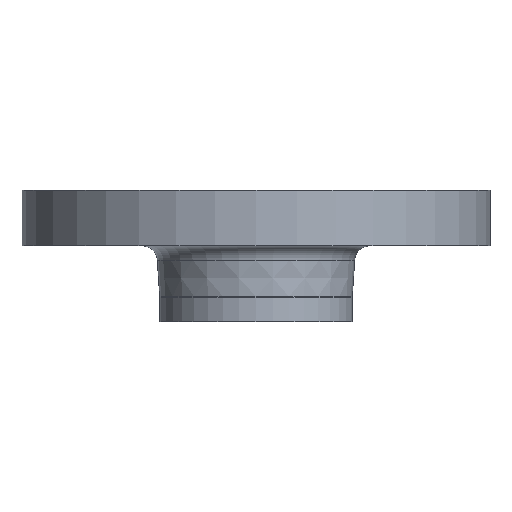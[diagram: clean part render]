
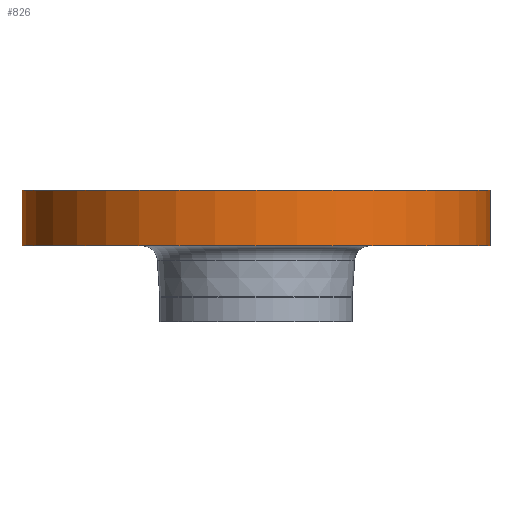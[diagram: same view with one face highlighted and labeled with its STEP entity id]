
A CAD part, front view. The second image highlights one B-rep face of the part: STEP entity #826.
In plain terms, the highlighted cylindrical face has radius 92.5 mm (diameter 185 mm), a partial arc.
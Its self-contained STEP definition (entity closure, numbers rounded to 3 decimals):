
#2 = EDGE_CURVE ( 'NONE', #840, #805, #868, .T. ) ;
#23 = VECTOR ( 'NONE', #143, 1000. ) ;
#69 = AXIS2_PLACEMENT_3D ( 'NONE', #202, #201, #200 ) ;
#143 = DIRECTION ( 'NONE',  ( 0., 0., 1. ) ) ;
#144 = CARTESIAN_POINT ( 'NONE',  ( -92.5, 0., -62. ) ) ;
#147 = LINE ( 'NONE', #144, #23 ) ;
#188 = CARTESIAN_POINT ( 'NONE',  ( -92.5, 0., 0. ) ) ;
#197 = CARTESIAN_POINT ( 'NONE',  ( 92.5, 0., -22. ) ) ;
#200 = DIRECTION ( 'NONE',  ( 1., 0., 0. ) ) ;
#201 = DIRECTION ( 'NONE',  ( 0., 0., 1. ) ) ;
#202 = CARTESIAN_POINT ( 'NONE',  ( 0., 0., -62. ) ) ;
#203 = CYLINDRICAL_SURFACE ( 'NONE', #69, 92.5 ) ;
#205 = FACE_OUTER_BOUND ( 'NONE', #872, .T. ) ;
#238 = CARTESIAN_POINT ( 'NONE',  ( 92.5, 0., 0. ) ) ;
#239 = VECTOR ( 'NONE', #468, 1000. ) ;
#315 = CIRCLE ( 'NONE', #317, 92.5 ) ;
#317 = AXIS2_PLACEMENT_3D ( 'NONE', #360, #359, #358 ) ;
#358 = DIRECTION ( 'NONE',  ( -1., 0., 0. ) ) ;
#359 = DIRECTION ( 'NONE',  ( 0., 0., -1. ) ) ;
#360 = CARTESIAN_POINT ( 'NONE',  ( 0., 0., -22. ) ) ;
#458 = CARTESIAN_POINT ( 'NONE',  ( -92.5, 0., -22. ) ) ;
#468 = DIRECTION ( 'NONE',  ( 0., 0., 1. ) ) ;
#469 = CARTESIAN_POINT ( 'NONE',  ( 92.5, 0., -62. ) ) ;
#470 = LINE ( 'NONE', #469, #239 ) ;
#563 = EDGE_CURVE ( 'NONE', #828, #805, #470, .T. ) ;
#595 = VERTEX_POINT ( 'NONE', #458 ) ;
#619 = CARTESIAN_POINT ( 'NONE',  ( 0., 0., 0. ) ) ;
#620 = DIRECTION ( 'NONE',  ( 0., 0., 1. ) ) ;
#622 = DIRECTION ( 'NONE',  ( 1., 0., 0. ) ) ;
#768 = EDGE_CURVE ( 'NONE', #828, #595, #315, .T. ) ;
#805 = VERTEX_POINT ( 'NONE', #238 ) ;
#826 = ADVANCED_FACE ( 'NONE', ( #205 ), #203, .T. ) ;
#828 = VERTEX_POINT ( 'NONE', #197 ) ;
#840 = VERTEX_POINT ( 'NONE', #188 ) ;
#860 = AXIS2_PLACEMENT_3D ( 'NONE', #619, #620, #622 ) ;
#868 = CIRCLE ( 'NONE', #860, 92.5 ) ;
#872 = EDGE_LOOP ( 'NONE', ( #981, #982, #983, #984 ) ) ;
#937 = EDGE_CURVE ( 'NONE', #595, #840, #147, .T. ) ;
#981 = ORIENTED_EDGE ( 'NONE', *, *, #937, .F. ) ;
#982 = ORIENTED_EDGE ( 'NONE', *, *, #768, .F. ) ;
#983 = ORIENTED_EDGE ( 'NONE', *, *, #563, .T. ) ;
#984 = ORIENTED_EDGE ( 'NONE', *, *, #2, .F. ) ;
